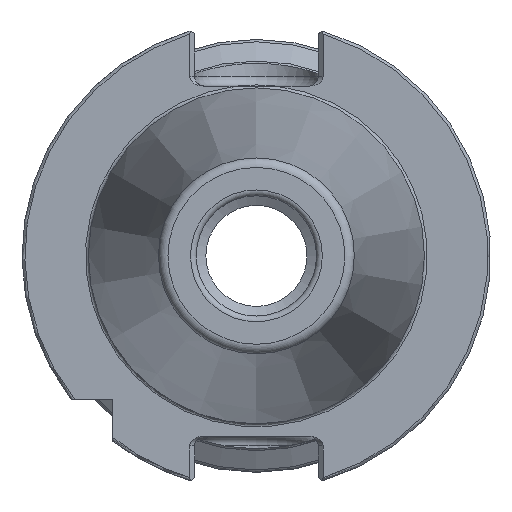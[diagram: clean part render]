
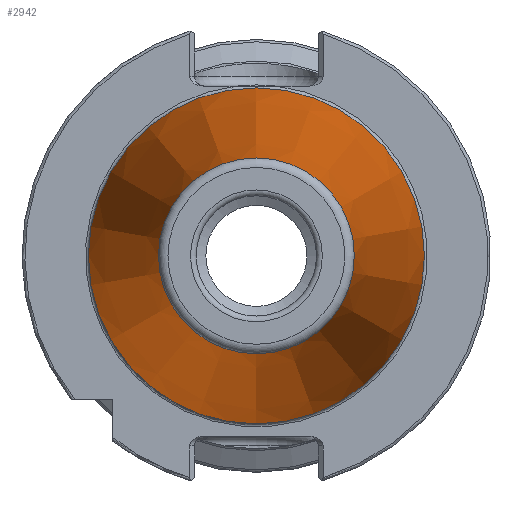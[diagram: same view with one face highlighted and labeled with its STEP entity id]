
A CAD part, left-side view. The second image highlights one B-rep face of the part: STEP entity #2942.
In plain terms, the highlighted conical face has half-angle 8.297 degrees and reference radius 34.925 mm.
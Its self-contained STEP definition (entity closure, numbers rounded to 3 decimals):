
#8 = CARTESIAN_POINT ( 'NONE',  ( -99.889, 0., 20.358 ) ) ;
#116 = DIRECTION ( 'NONE',  ( 1., 0., 0. ) ) ;
#565 = VERTEX_POINT ( 'NONE', #2277 ) ;
#668 = CARTESIAN_POINT ( 'NONE',  ( -99.889, 0., 0. ) ) ;
#972 = EDGE_CURVE ( 'NONE', #1454, #1454, #2503, .T. ) ;
#1125 = EDGE_CURVE ( 'NONE', #565, #565, #2201, .T. ) ;
#1232 = DIRECTION ( 'NONE',  ( 0., 0., -1. ) ) ;
#1454 = VERTEX_POINT ( 'NONE', #8 ) ;
#1507 = FACE_OUTER_BOUND ( 'NONE', #3647, .T. ) ;
#1618 = CARTESIAN_POINT ( 'NONE',  ( 0., 0., 0. ) ) ;
#1856 = CARTESIAN_POINT ( 'NONE',  ( 0., 0., 0. ) ) ;
#2118 = AXIS2_PLACEMENT_3D ( 'NONE', #1856, #3738, #2246 ) ;
#2197 = AXIS2_PLACEMENT_3D ( 'NONE', #668, #3336, #3308 ) ;
#2201 = CIRCLE ( 'NONE', #2118, 34.925 ) ;
#2246 = DIRECTION ( 'NONE',  ( 0., 0., 1. ) ) ;
#2277 = CARTESIAN_POINT ( 'NONE',  ( 0., 0., 34.925 ) ) ;
#2407 = ORIENTED_EDGE ( 'NONE', *, *, #972, .F. ) ;
#2503 = CIRCLE ( 'NONE', #2197, 20.358 ) ;
#2515 = FACE_BOUND ( 'NONE', #2948, .T. ) ;
#2942 = ADVANCED_FACE ( 'NONE', ( #2515, #1507 ), #3806, .T. ) ;
#2948 = EDGE_LOOP ( 'NONE', ( #2407 ) ) ;
#3308 = DIRECTION ( 'NONE',  ( 0., 0., 1. ) ) ;
#3336 = DIRECTION ( 'NONE',  ( -1., 0., 0. ) ) ;
#3647 = EDGE_LOOP ( 'NONE', ( #4716 ) ) ;
#3738 = DIRECTION ( 'NONE',  ( -1., 0., 0. ) ) ;
#3797 = AXIS2_PLACEMENT_3D ( 'NONE', #1618, #116, #1232 ) ;
#3806 = CONICAL_SURFACE ( 'NONE', #3797, 34.925, 0.145 ) ;
#4716 = ORIENTED_EDGE ( 'NONE', *, *, #1125, .T. ) ;
